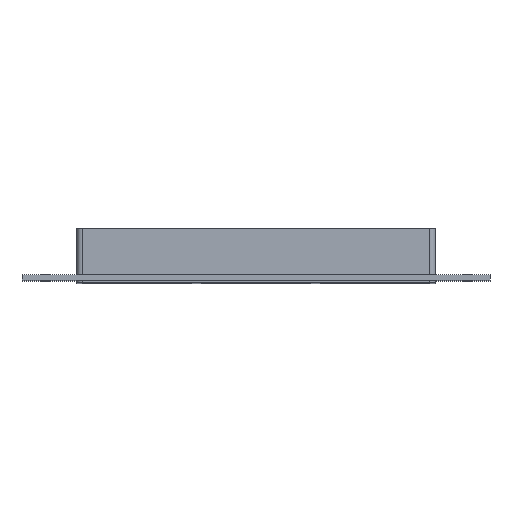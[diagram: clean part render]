
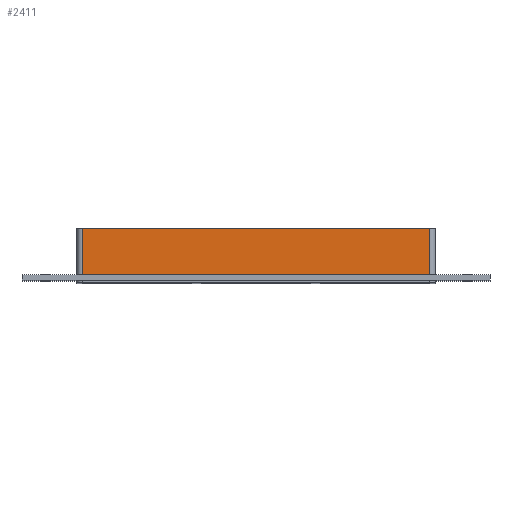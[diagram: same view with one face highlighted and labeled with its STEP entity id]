
A CAD part, top view. The second image highlights one B-rep face of the part: STEP entity #2411.
In plain terms, the highlighted planar face has unit normal (0, 0, 1).
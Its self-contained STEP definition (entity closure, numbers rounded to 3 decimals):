
#1497=CARTESIAN_POINT('',(-190.75,57.0,290.0));
#1498=VERTEX_POINT('',#1497);
#1506=CARTESIAN_POINT('',(190.75,57.0,290.0));
#1507=VERTEX_POINT('',#1506);
#1508=CARTESIAN_POINT('',(-190.75,57.0,290.0));
#1509=DIRECTION('',(1.0,0.0,0.0));
#1510=VECTOR('',#1509,381.5);
#1511=LINE('',#1508,#1510);
#1512=EDGE_CURVE('',#1498,#1507,#1511,.T.);
#1843=CARTESIAN_POINT('',(190.75,6.,290.0));
#1844=VERTEX_POINT('',#1843);
#1852=CARTESIAN_POINT('',(-190.75,6.,290.0));
#1853=VERTEX_POINT('',#1852);
#1854=CARTESIAN_POINT('',(-190.75,6.,290.0));
#1855=DIRECTION('',(1.0,0.0,0.0));
#1856=VECTOR('',#1855,381.5);
#1857=LINE('',#1854,#1856);
#1858=EDGE_CURVE('',#1853,#1844,#1857,.T.);
#2175=CARTESIAN_POINT('',(190.75,57.0,290.0));
#2176=DIRECTION('',(0.0,-1.0,0.0));
#2177=VECTOR('',#2176,51.0);
#2178=LINE('',#2175,#2177);
#2179=EDGE_CURVE('',#1507,#1844,#2178,.T.);
#2389=CARTESIAN_POINT('',(-190.75,6.,290.0));
#2390=DIRECTION('',(0.0,1.0,0.0));
#2391=VECTOR('',#2390,51.0);
#2392=LINE('',#2389,#2391);
#2393=EDGE_CURVE('',#1853,#1498,#2392,.T.);
#2400=CARTESIAN_POINT('',(-196.75,0.0,290.0));
#2401=DIRECTION('',(0.0,0.0,1.0));
#2402=DIRECTION('',(1.0,0.0,0.0));
#2403=AXIS2_PLACEMENT_3D('',#2400,#2401,#2402);
#2404=PLANE('',#2403);
#2405=ORIENTED_EDGE('',*,*,#1858,.T.);
#2406=ORIENTED_EDGE('',*,*,#2179,.F.);
#2407=ORIENTED_EDGE('',*,*,#1512,.F.);
#2408=ORIENTED_EDGE('',*,*,#2393,.F.);
#2409=EDGE_LOOP('',(#2405,#2406,#2407,#2408));
#2410=FACE_OUTER_BOUND('',#2409,.T.);
#2411=ADVANCED_FACE('',(#2410),#2404,.T.);
